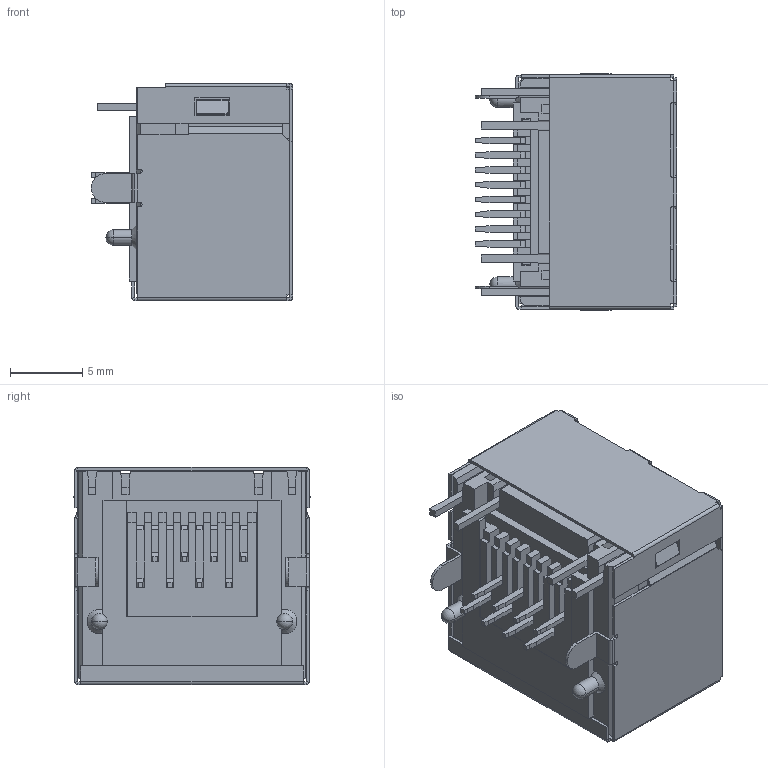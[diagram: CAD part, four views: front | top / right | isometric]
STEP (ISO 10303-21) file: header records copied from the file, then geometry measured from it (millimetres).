
FILE_DESCRIPTION((''),'2;1');
FILE_NAME('RJ001-A-F08S1BY_ASM','2019-04-01T',('Administrator'),(''),'PRO/ENGINEER BY PARAMETRIC TECHNOLOGY CORPORATION, 2012090','PRO/ENGINEER BY PARAMETRIC TECHNOLOGY CORPORATION, 2012090','');
FILE_SCHEMA(('CONFIG_CONTROL_DESIGN'));
Length unit declared in the file: millimetre
Products named in the file (20): MANIFOLD_SOLID_BREP_5817-LED; MANIFOLD_SOLID_BREP_6398; MANIFOLD_SOLID_BREP_6979; MANIFOLD_SOLID_BREP_7200; MANIFOLD_SOLID_BREP_7421; MANIFOLD_SOLID_BREP_7803; MANIFOLD_SOLID_BREP_8185; MANIFOLD_SOLID_BREP_8340; MANIFOLD_SOLID_BREP_8495; MANIFOLD_SOLID_BREP_8950; MANIFOLD_SOLID_BREP_9405; RJ45-SHELL1_1_ASM; RJ45-HOUSING_7; RJ45-COVER_2; RJ45-CONTACT1_2; RJ45-CONTACT2_2; RJ45_ASM_2_ASM; LED; LED-L; RJ001-A-F08S1BY_ASM
Assembly tree (25 placements, depth 4):
  RJ001-A-F08S1BY_ASM
    RJ45_ASM_2_ASM
      RJ45-SHELL1_1_ASM
        MANIFOLD_SOLID_BREP_5817-LED
        MANIFOLD_SOLID_BREP_6398
        MANIFOLD_SOLID_BREP_6979
        MANIFOLD_SOLID_BREP_7200
        MANIFOLD_SOLID_BREP_7421
        MANIFOLD_SOLID_BREP_7803
        MANIFOLD_SOLID_BREP_8185
        MANIFOLD_SOLID_BREP_8340
        MANIFOLD_SOLID_BREP_8495
        MANIFOLD_SOLID_BREP_8950
        MANIFOLD_SOLID_BREP_9405
      RJ45-HOUSING_7
      RJ45-COVER_2
      RJ45-CONTACT1_2  x4
      RJ45-CONTACT2_2  x4
    LED
    LED-L
Bounding box: 13.9 x 16.36 x 15 mm (x, y, z)
Volume: 1372.6 mm3; surface area: 4455.3 mm2
Topology: 27 solids, 27 shells, 915 faces, 2560 edges, 1668 vertices
Faces by surface type: plane 808, cylinder 101, sphere 4, cone 2
Entity records: 25646 total; most frequent: CARTESIAN_POINT 4588, ORIENTED_EDGE 4428, DIRECTION 4102, EDGE_CURVE 2214, VECTOR 2014, LINE 2014, VERTEX_POINT 1440, AXIS2_PLACEMENT_3D 1044
